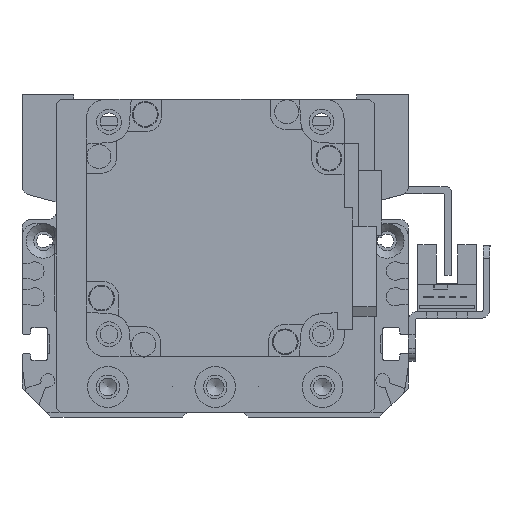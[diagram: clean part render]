
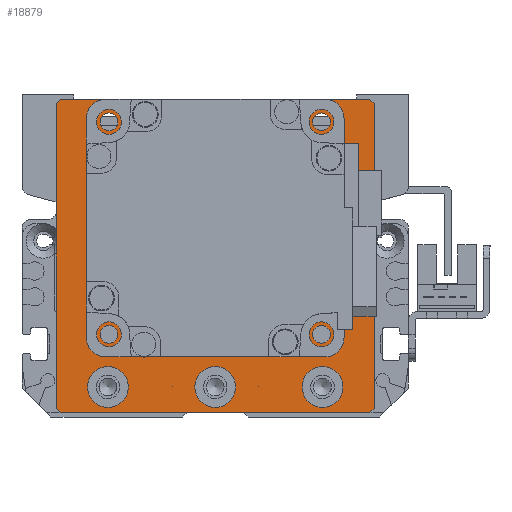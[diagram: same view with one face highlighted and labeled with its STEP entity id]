
A CAD part, left-side view. The second image highlights one B-rep face of the part: STEP entity #18879.
In plain terms, the highlighted face is planar.
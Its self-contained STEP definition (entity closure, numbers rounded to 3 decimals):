
#580=FACE_BOUND('',#3038,.T.);
#581=FACE_BOUND('',#3039,.T.);
#582=FACE_BOUND('',#3040,.T.);
#583=FACE_BOUND('',#3041,.T.);
#584=FACE_BOUND('',#3042,.T.);
#585=FACE_BOUND('',#3043,.T.);
#586=FACE_BOUND('',#3044,.T.);
#587=FACE_BOUND('',#3045,.T.);
#984=PLANE('',#20912);
#1813=FACE_OUTER_BOUND('',#3037,.T.);
#3037=EDGE_LOOP('',(#15648,#15649,#15650,#15651,#15652,#15653,#15654,#15655));
#3038=EDGE_LOOP('',(#15656));
#3039=EDGE_LOOP('',(#15657));
#3040=EDGE_LOOP('',(#15658));
#3041=EDGE_LOOP('',(#15659));
#3042=EDGE_LOOP('',(#15660));
#3043=EDGE_LOOP('',(#15661));
#3044=EDGE_LOOP('',(#15662));
#3045=EDGE_LOOP('',(#15663));
#4547=LINE('',#31217,#6199);
#4553=LINE('',#31228,#6205);
#4560=LINE('',#31263,#6212);
#4563=LINE('',#31268,#6215);
#4569=LINE('',#31289,#6221);
#4572=LINE('',#31294,#6224);
#4573=LINE('',#31297,#6225);
#4581=LINE('',#31336,#6233);
#6199=VECTOR('',#24987,10.);
#6205=VECTOR('',#24995,10.);
#6212=VECTOR('',#25026,10.);
#6215=VECTOR('',#25031,10.);
#6221=VECTOR('',#25055,10.);
#6224=VECTOR('',#25060,10.);
#6225=VECTOR('',#25063,10.);
#6233=VECTOR('',#25113,10.);
#7487=CIRCLE('',#20881,4.75);
#7490=CIRCLE('',#20887,4.75);
#7493=CIRCLE('',#20893,4.75);
#7495=CIRCLE('',#20899,2.067);
#7496=CIRCLE('',#20901,2.067);
#7497=CIRCLE('',#20903,2.067);
#7498=CIRCLE('',#20905,2.067);
#7501=CIRCLE('',#20910,25.);
#8930=VERTEX_POINT('',#31215);
#8931=VERTEX_POINT('',#31216);
#8935=VERTEX_POINT('',#31226);
#8951=VERTEX_POINT('',#31262);
#8952=VERTEX_POINT('',#31266);
#8958=VERTEX_POINT('',#31288);
#8959=VERTEX_POINT('',#31292);
#8960=VERTEX_POINT('',#31296);
#8963=VERTEX_POINT('',#31305);
#8966=VERTEX_POINT('',#31316);
#8969=VERTEX_POINT('',#31327);
#8971=VERTEX_POINT('',#31338);
#8972=VERTEX_POINT('',#31342);
#8973=VERTEX_POINT('',#31346);
#8974=VERTEX_POINT('',#31350);
#8977=VERTEX_POINT('',#31359);
#11252=EDGE_CURVE('',#8930,#8931,#4547,.T.);
#11258=EDGE_CURVE('',#8930,#8935,#4553,.T.);
#11275=EDGE_CURVE('',#8951,#8935,#4560,.T.);
#11278=EDGE_CURVE('',#8951,#8952,#4563,.T.);
#11287=EDGE_CURVE('',#8958,#8952,#4569,.T.);
#11290=EDGE_CURVE('',#8958,#8959,#4572,.T.);
#11291=EDGE_CURVE('',#8960,#8959,#4573,.T.);
#11295=EDGE_CURVE('',#8963,#8963,#7487,.T.);
#11300=EDGE_CURVE('',#8966,#8966,#7490,.T.);
#11305=EDGE_CURVE('',#8969,#8969,#7493,.T.);
#11309=EDGE_CURVE('',#8960,#8931,#4581,.T.);
#11310=EDGE_CURVE('',#8971,#8971,#7495,.T.);
#11312=EDGE_CURVE('',#8972,#8972,#7496,.T.);
#11314=EDGE_CURVE('',#8973,#8973,#7497,.T.);
#11316=EDGE_CURVE('',#8974,#8974,#7498,.T.);
#11320=EDGE_CURVE('',#8977,#8977,#7501,.T.);
#15648=ORIENTED_EDGE('',*,*,#11252,.F.);
#15649=ORIENTED_EDGE('',*,*,#11258,.T.);
#15650=ORIENTED_EDGE('',*,*,#11275,.F.);
#15651=ORIENTED_EDGE('',*,*,#11278,.T.);
#15652=ORIENTED_EDGE('',*,*,#11287,.F.);
#15653=ORIENTED_EDGE('',*,*,#11290,.T.);
#15654=ORIENTED_EDGE('',*,*,#11291,.F.);
#15655=ORIENTED_EDGE('',*,*,#11309,.T.);
#15656=ORIENTED_EDGE('',*,*,#11295,.T.);
#15657=ORIENTED_EDGE('',*,*,#11300,.T.);
#15658=ORIENTED_EDGE('',*,*,#11305,.T.);
#15659=ORIENTED_EDGE('',*,*,#11310,.T.);
#15660=ORIENTED_EDGE('',*,*,#11312,.T.);
#15661=ORIENTED_EDGE('',*,*,#11314,.T.);
#15662=ORIENTED_EDGE('',*,*,#11316,.T.);
#15663=ORIENTED_EDGE('',*,*,#11320,.T.);
#18879=ADVANCED_FACE('',(#1813,#580,#581,#582,#583,#584,#585,#586,#587),
#984,.T.);
#20881=AXIS2_PLACEMENT_3D('',#31306,#25073,#25074);
#20887=AXIS2_PLACEMENT_3D('',#31317,#25087,#25088);
#20893=AXIS2_PLACEMENT_3D('',#31328,#25101,#25102);
#20899=AXIS2_PLACEMENT_3D('',#31339,#25116,#25117);
#20901=AXIS2_PLACEMENT_3D('',#31343,#25121,#25122);
#20903=AXIS2_PLACEMENT_3D('',#31347,#25126,#25127);
#20905=AXIS2_PLACEMENT_3D('',#31351,#25131,#25132);
#20910=AXIS2_PLACEMENT_3D('',#31360,#25142,#25143);
#20912=AXIS2_PLACEMENT_3D('',#31364,#25148,#25149);
#24987=DIRECTION('',(0.707,-0.707,0.));
#24995=DIRECTION('',(-1.,0.,0.));
#25026=DIRECTION('',(0.707,0.707,0.));
#25031=DIRECTION('',(0.,-1.,0.));
#25055=DIRECTION('',(-0.707,0.707,0.));
#25060=DIRECTION('',(1.,0.,0.));
#25063=DIRECTION('',(-0.707,-0.707,0.));
#25073=DIRECTION('center_axis',(0.,0.,-1.));
#25074=DIRECTION('ref_axis',(1.,0.,0.));
#25087=DIRECTION('center_axis',(0.,0.,-1.));
#25088=DIRECTION('ref_axis',(1.,0.,0.));
#25101=DIRECTION('center_axis',(0.,0.,-1.));
#25102=DIRECTION('ref_axis',(1.,0.,0.));
#25113=DIRECTION('',(0.,1.,0.));
#25116=DIRECTION('center_axis',(0.,0.,-1.));
#25117=DIRECTION('ref_axis',(1.,0.,0.));
#25121=DIRECTION('center_axis',(0.,0.,-1.));
#25122=DIRECTION('ref_axis',(1.,0.,0.));
#25126=DIRECTION('center_axis',(0.,0.,-1.));
#25127=DIRECTION('ref_axis',(1.,0.,0.));
#25131=DIRECTION('center_axis',(0.,0.,-1.));
#25132=DIRECTION('ref_axis',(1.,0.,0.));
#25142=DIRECTION('center_axis',(0.,0.,-1.));
#25143=DIRECTION('ref_axis',(1.,0.,0.));
#25148=DIRECTION('center_axis',(0.,0.,1.));
#25149=DIRECTION('ref_axis',(1.,0.,0.));
#31215=CARTESIAN_POINT('',(36.,37.5,59.));
#31216=CARTESIAN_POINT('',(37.,36.5,59.));
#31217=CARTESIAN_POINT('',(36.625,36.875,59.));
#31226=CARTESIAN_POINT('',(-36.,37.5,59.));
#31228=CARTESIAN_POINT('',(37.,37.5,59.));
#31262=CARTESIAN_POINT('',(-37.,36.5,59.));
#31263=CARTESIAN_POINT('',(-36.625,36.875,59.));
#31266=CARTESIAN_POINT('',(-37.,-34.5,59.));
#31268=CARTESIAN_POINT('',(-37.,35.5,59.));
#31288=CARTESIAN_POINT('',(-36.,-35.5,59.));
#31289=CARTESIAN_POINT('',(-36.125,-35.375,59.));
#31292=CARTESIAN_POINT('',(36.,-35.5,59.));
#31294=CARTESIAN_POINT('',(-37.,-35.5,59.));
#31296=CARTESIAN_POINT('',(37.,-34.5,59.));
#31297=CARTESIAN_POINT('',(36.125,-35.375,59.));
#31305=CARTESIAN_POINT('',(-29.75,-29.5,59.));
#31306=CARTESIAN_POINT('Origin',(-25.,-29.5,59.));
#31316=CARTESIAN_POINT('',(-4.75,-29.5,59.));
#31317=CARTESIAN_POINT('Origin',(0.,-29.5,59.));
#31327=CARTESIAN_POINT('',(20.25,-29.5,59.));
#31328=CARTESIAN_POINT('Origin',(25.,-29.5,59.));
#31336=CARTESIAN_POINT('',(37.,-35.5,59.));
#31338=CARTESIAN_POINT('',(-26.816,-17.249,59.));
#31339=CARTESIAN_POINT('Origin',(-24.749,-17.249,59.));
#31342=CARTESIAN_POINT('',(-26.816,32.249,59.));
#31343=CARTESIAN_POINT('Origin',(-24.749,32.249,59.));
#31346=CARTESIAN_POINT('',(22.682,32.249,59.));
#31347=CARTESIAN_POINT('Origin',(24.749,32.249,59.));
#31350=CARTESIAN_POINT('',(22.682,-17.249,59.));
#31351=CARTESIAN_POINT('Origin',(24.749,-17.249,59.));
#31359=CARTESIAN_POINT('',(-25.,7.5,59.));
#31360=CARTESIAN_POINT('Origin',(0.,7.5,59.));
#31364=CARTESIAN_POINT('Origin',(0.,0.,
59.));
